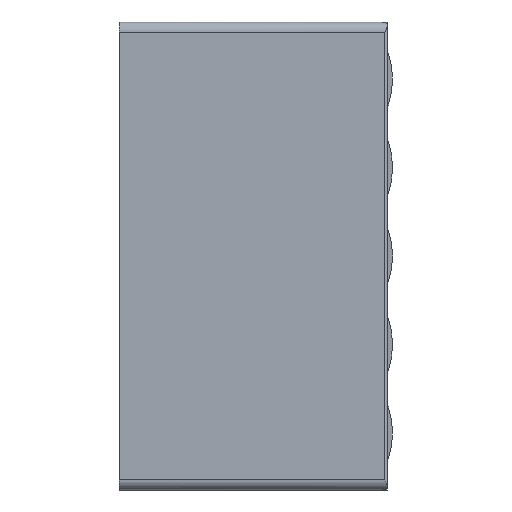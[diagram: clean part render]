
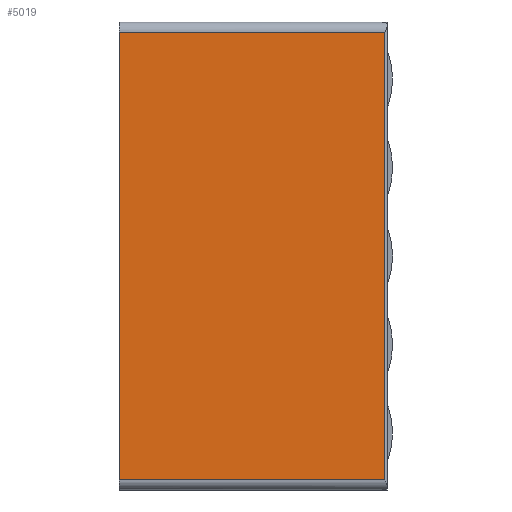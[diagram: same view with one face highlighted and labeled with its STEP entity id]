
A CAD part, front view. The second image highlights one B-rep face of the part: STEP entity #5019.
In plain terms, the highlighted planar face has unit normal (0, -1, 0).
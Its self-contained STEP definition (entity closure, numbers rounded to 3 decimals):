
#966=VERTEX_POINT('',#7664);
#967=VERTEX_POINT('',#7665);
#968=VERTEX_POINT('',#7667);
#969=VERTEX_POINT('',#7669);
#1408=VECTOR('',#6134,1.);
#1409=VECTOR('',#6135,1.);
#1410=VECTOR('',#6136,1.);
#1411=VECTOR('',#6137,1.);
#1897=LINE('',#7663,#1408);
#1898=LINE('',#7666,#1409);
#1899=LINE('',#7668,#1410);
#1900=LINE('',#7670,#1411);
#2502=EDGE_CURVE('',#966,#967,#1897,.T.);
#2503=EDGE_CURVE('',#968,#967,#1898,.T.);
#2504=EDGE_CURVE('',#969,#968,#1899,.T.);
#2505=EDGE_CURVE('',#969,#966,#1900,.T.);
#3315=ORIENTED_EDGE('',*,*,#2502,.T.);
#3316=ORIENTED_EDGE('',*,*,#2503,.F.);
#3317=ORIENTED_EDGE('',*,*,#2504,.F.);
#3318=ORIENTED_EDGE('',*,*,#2505,.T.);
#4505=EDGE_LOOP('',(#3315,#3316,#3317,#3318));
#4762=FACE_BOUND('',#4505,.T.);
#5019=ADVANCED_FACE('',(#4762),#8714,.F.);
#5366=AXIS2_PLACEMENT_3D('',#7662,#6133,$);
#6133=DIRECTION('',(0.,1.,0.));
#6134=DIRECTION('',(0.,0.,-1.));
#6135=DIRECTION('',(-1.,0.,0.));
#6136=DIRECTION('',(0.,0.,-1.));
#6137=DIRECTION('',(-1.,0.,0.));
#7662=CARTESIAN_POINT('',(0.,0.,36.5));
#7663=CARTESIAN_POINT('',(0.,0.,35.7));
#7664=CARTESIAN_POINT('',(0.,0.,35.7));
#7665=CARTESIAN_POINT('',(0.,0.,0.8));
#7666=CARTESIAN_POINT('',(20.67,0.,0.8));
#7667=CARTESIAN_POINT('',(20.67,0.,0.8));
#7668=CARTESIAN_POINT('',(20.67,0.,35.7));
#7669=CARTESIAN_POINT('',(20.67,0.,35.7));
#7670=CARTESIAN_POINT('',(20.67,0.,35.7));
#8714=PLANE('',#5366);
